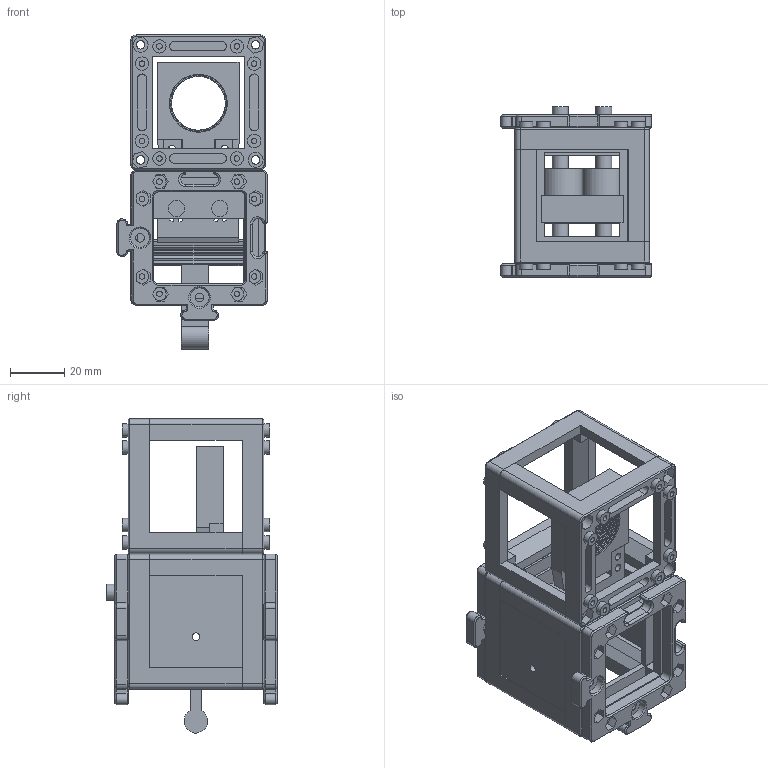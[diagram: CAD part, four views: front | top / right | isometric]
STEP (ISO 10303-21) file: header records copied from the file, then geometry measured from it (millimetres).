
FILE_DESCRIPTION(/* description */ (''),/* implementation_level */ '2;1');
FILE_NAME(/* name */ 'Assembly_Cube_Z_Focus_Drylin_manual_v3.iam.step',/* time_stamp */ '2022-11-29T09:13:04+01:00',/* author */ ('diederichbenedict'),/* organization */ (''),/* preprocessor_version */ 'ST-DEVELOPER v18.1',/* originating_system */ 'Autodesk Inventor 2022',/* authorisation */ '');
FILE_SCHEMA (('AUTOMOTIVE_DESIGN { 1 0 10303 214 3 1 1 }'));
Length unit declared in the file: millimetre
Products named in the file (9): Assembly_Cube_Z_Focus_Drylin_NEMA_v3; 30_Cube_Z_Focus_MGN_NEMA_adapter_RMS; 00_rod_6mm; 10_Base_puzzle_v3; 30_Cube_Z_Focus_Drylin_manual_base_v3; 30_Cube_Z_Focus_MGN12_manual_gear_v3; 30_Cube_Z_Focus_MGN12_NEMA_slide_part2; Assembly_Cube_empty_IM_v3; 10_Cube_1x1_IM
Assembly tree (13 placements, depth 3):
  Assembly_Cube_Z_Focus_Drylin_NEMA_v3
    30_Cube_Z_Focus_MGN_NEMA_adapter_RMS
    00_rod_6mm  x2
    10_Base_puzzle_v3  x2
    30_Cube_Z_Focus_Drylin_manual_base_v3
    Assembly_Cube_empty_IM_v3  x3
      10_Cube_1x1_IM
    30_Cube_Z_Focus_MGN12_manual_gear_v3
    30_Cube_Z_Focus_MGN12_NEMA_slide_part2
Bounding box: 55.6 x 63 x 115.98 mm (x, y, z)
Volume: 116195.7 mm3; surface area: 95577.4 mm2
Topology: 14 solids, 14 shells, 1695 faces, 4308 edges, 2792 vertices
Faces by surface type: plane 971, cylinder 606, cone 66, torus 36, sphere 12, bspline 4
Full cylindrical faces by diameter (mm): 2.05 x48, 2.8 x9, 3.1 x24, 3.2 x4, 4.95 x48, 5.5 x12, 6 x6, 7 x4, 19.9 x12, 20.616 x12, 21.388 x1
Entity records: 26088 total; most frequent: CARTESIAN_POINT 6883, DIRECTION 3988, ORIENTED_EDGE 3934, EDGE_CURVE 1967, AXIS2_PLACEMENT_3D 1338, LINE 1312, VECTOR 1312, VERTEX_POINT 1273
